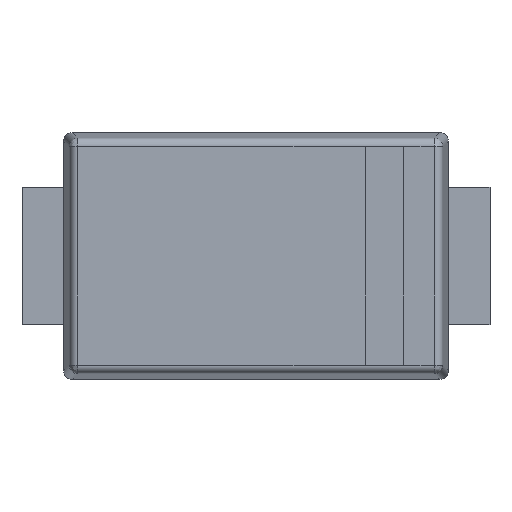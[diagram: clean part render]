
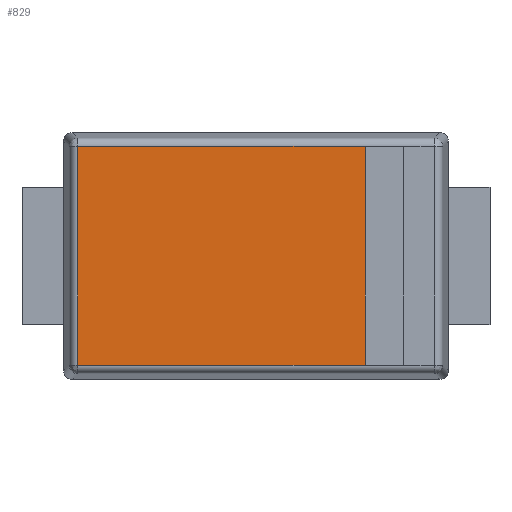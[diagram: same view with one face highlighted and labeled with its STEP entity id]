
A CAD part, top view. The second image highlights one B-rep face of the part: STEP entity #829.
In plain terms, the highlighted planar face has unit normal (0, 0, 1).
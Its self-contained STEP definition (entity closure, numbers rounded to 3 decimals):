
#803 = VERTEX_POINT('',#804);
#804 = CARTESIAN_POINT('',(1.306,1.309,1.1));
#810 = EDGE_CURVE('',#803,#811,#813,.T.);
#811 = VERTEX_POINT('',#812);
#812 = CARTESIAN_POINT('',(1.306,-1.309,1.1));
#813 = LINE('',#814,#815);
#814 = CARTESIAN_POINT('',(1.306,1.309,1.1));
#815 = VECTOR('',#816,1.);
#816 = DIRECTION('',(0.,-1.,0.));
#829 = ADVANCED_FACE('',(#830),#855,.T.);
#830 = FACE_BOUND('',#831,.T.);
#831 = EDGE_LOOP('',(#832,#840,#848,#854));
#832 = ORIENTED_EDGE('',*,*,#833,.T.);
#833 = EDGE_CURVE('',#803,#834,#836,.T.);
#834 = VERTEX_POINT('',#835);
#835 = CARTESIAN_POINT('',(-2.134,1.309,1.1));
#836 = LINE('',#837,#838);
#837 = CARTESIAN_POINT('',(1.306,1.309,1.1));
#838 = VECTOR('',#839,1.);
#839 = DIRECTION('',(-1.,0.,0.));
#840 = ORIENTED_EDGE('',*,*,#841,.T.);
#841 = EDGE_CURVE('',#834,#842,#844,.T.);
#842 = VERTEX_POINT('',#843);
#843 = CARTESIAN_POINT('',(-2.134,-1.309,1.1));
#844 = LINE('',#845,#846);
#845 = CARTESIAN_POINT('',(-2.134,1.309,1.1));
#846 = VECTOR('',#847,1.);
#847 = DIRECTION('',(0.,-1.,0.));
#848 = ORIENTED_EDGE('',*,*,#849,.T.);
#849 = EDGE_CURVE('',#842,#811,#850,.T.);
#850 = LINE('',#851,#852);
#851 = CARTESIAN_POINT('',(-2.134,-1.309,1.1));
#852 = VECTOR('',#853,1.);
#853 = DIRECTION('',(1.,0.,0.));
#854 = ORIENTED_EDGE('',*,*,#810,.F.);
#855 = PLANE('',#856);
#856 = AXIS2_PLACEMENT_3D('',#857,#858,#859);
#857 = CARTESIAN_POINT('',(0.,0.,1.1));
#858 = DIRECTION('',(0.,0.,1.));
#859 = DIRECTION('',(1.,0.,0.));
